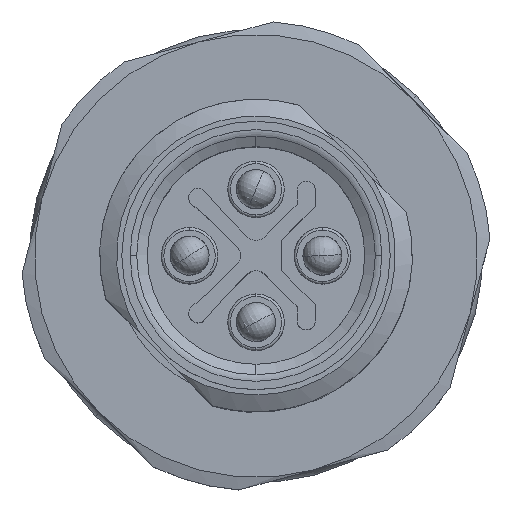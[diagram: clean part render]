
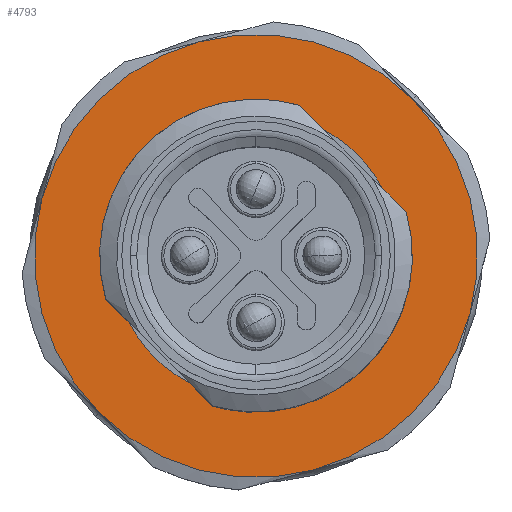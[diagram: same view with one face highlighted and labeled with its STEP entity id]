
A CAD part, top view. The second image highlights one B-rep face of the part: STEP entity #4793.
In plain terms, the highlighted planar face has unit normal (0, 0, 1).
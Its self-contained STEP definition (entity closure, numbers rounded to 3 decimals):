
#4555=AXIS2_PLACEMENT_3D('Circle Axis2P3D',#4553,#4554,$) ;
#4572=AXIS2_PLACEMENT_3D('Circle Axis2P3D',#4570,#4571,$) ;
#4589=AXIS2_PLACEMENT_3D('Circle Axis2P3D',#4587,#4588,$) ;
#4606=AXIS2_PLACEMENT_3D('Circle Axis2P3D',#4604,#4605,$) ;
#4623=AXIS2_PLACEMENT_3D('Circle Axis2P3D',#4621,#4622,$) ;
#4640=AXIS2_PLACEMENT_3D('Circle Axis2P3D',#4638,#4639,$) ;
#4671=AXIS2_PLACEMENT_3D('Plane Axis2P3D',#4668,#4669,#4670) ;
#4683=AXIS2_PLACEMENT_3D('Circle Axis2P3D',#4681,#4682,$) ;
#4692=AXIS2_PLACEMENT_3D('Circle Axis2P3D',#4690,#4691,$) ;
#4735=AXIS2_PLACEMENT_3D('Circle Axis2P3D',#4733,#4734,$) ;
#4742=AXIS2_PLACEMENT_3D('Circle Axis2P3D',#4740,#4741,$) ;
#4147=CARTESIAN_POINT('Vertex',(17.186,6.776,72.65)) ;
#4209=CARTESIAN_POINT('Vertex',(11.176,0.766,72.65)) ;
#4271=CARTESIAN_POINT('Vertex',(2.966,2.966,72.65)) ;
#4333=CARTESIAN_POINT('Vertex',(0.766,11.176,72.65)) ;
#4395=CARTESIAN_POINT('Vertex',(6.776,17.186,72.65)) ;
#4457=CARTESIAN_POINT('Vertex',(14.986,14.986,72.65)) ;
#4553=CARTESIAN_POINT('Axis2P3D Location',(8.976,8.976,72.65)) ;
#4570=CARTESIAN_POINT('Axis2P3D Location',(8.976,8.976,72.65)) ;
#4587=CARTESIAN_POINT('Axis2P3D Location',(8.976,8.976,72.65)) ;
#4604=CARTESIAN_POINT('Axis2P3D Location',(8.976,8.976,72.65)) ;
#4621=CARTESIAN_POINT('Axis2P3D Location',(8.976,8.976,72.65)) ;
#4638=CARTESIAN_POINT('Axis2P3D Location',(8.976,8.976,72.65)) ;
#4668=CARTESIAN_POINT('Axis2P3D Location',(8.976,8.976,72.65)) ;
#4681=CARTESIAN_POINT('Axis2P3D Location',(8.976,8.976,72.65)) ;
#4685=CARTESIAN_POINT('Vertex',(12.865,12.865,72.65)) ;
#4687=CARTESIAN_POINT('Vertex',(11.529,13.847,72.65)) ;
#4690=CARTESIAN_POINT('Axis2P3D Location',(8.976,8.976,72.65)) ;
#4694=CARTESIAN_POINT('Vertex',(13.847,11.529,72.65)) ;
#4697=CARTESIAN_POINT('Line Origine',(14.295,11.082,72.65)) ;
#4701=CARTESIAN_POINT('Vertex',(14.742,10.634,72.65)) ;
#4705=CARTESIAN_POINT('Control Point',(14.742,10.634,72.65)) ;
#4706=CARTESIAN_POINT('Control Point',(14.908,10.058,72.65)) ;
#4707=CARTESIAN_POINT('Control Point',(15.002,9.46,72.65)) ;
#4708=CARTESIAN_POINT('Control Point',(15.02,8.854,72.65)) ;
#4709=CARTESIAN_POINT('Control Point',(14.905,7.65,72.65)) ;
#4710=CARTESIAN_POINT('Control Point',(14.496,6.512,72.65)) ;
#4711=CARTESIAN_POINT('Control Point',(14.222,5.971,72.65)) ;
#4712=CARTESIAN_POINT('Control Point',(13.543,4.97,72.65)) ;
#4713=CARTESIAN_POINT('Control Point',(12.639,4.167,72.65)) ;
#4714=CARTESIAN_POINT('Control Point',(12.139,3.824,72.65)) ;
#4715=CARTESIAN_POINT('Control Point',(11.064,3.271,72.65)) ;
#4716=CARTESIAN_POINT('Control Point',(9.886,3.,72.65)) ;
#4717=CARTESIAN_POINT('Control Point',(9.282,2.938,72.65)) ;
#4718=CARTESIAN_POINT('Control Point',(8.52,2.957,72.65)) ;
#4719=CARTESIAN_POINT('Control Point',(7.775,3.094,72.65)) ;
#4720=CARTESIAN_POINT('Control Point',(7.621,3.128,72.65)) ;
#4721=CARTESIAN_POINT('Control Point',(7.468,3.166,72.65)) ;
#4722=CARTESIAN_POINT('Control Point',(7.318,3.21,72.65)) ;
#4723=CARTESIAN_POINT('Vertex',(7.318,3.21,72.65)) ;
#4726=CARTESIAN_POINT('Line Origine',(6.87,3.657,72.65)) ;
#4730=CARTESIAN_POINT('Vertex',(6.423,4.104,72.65)) ;
#4733=CARTESIAN_POINT('Axis2P3D Location',(8.976,8.976,72.65)) ;
#4737=CARTESIAN_POINT('Vertex',(5.087,5.087,72.65)) ;
#4740=CARTESIAN_POINT('Axis2P3D Location',(8.976,8.976,72.65)) ;
#4744=CARTESIAN_POINT('Vertex',(4.104,6.423,72.65)) ;
#4747=CARTESIAN_POINT('Line Origine',(3.657,6.87,72.65)) ;
#4751=CARTESIAN_POINT('Vertex',(3.21,7.318,72.65)) ;
#4755=CARTESIAN_POINT('Control Point',(3.21,7.318,72.65)) ;
#4756=CARTESIAN_POINT('Control Point',(3.044,7.894,72.65)) ;
#4757=CARTESIAN_POINT('Control Point',(2.95,8.492,72.65)) ;
#4758=CARTESIAN_POINT('Control Point',(2.932,9.098,72.65)) ;
#4759=CARTESIAN_POINT('Control Point',(3.047,10.301,72.65)) ;
#4760=CARTESIAN_POINT('Control Point',(3.456,11.44,72.65)) ;
#4761=CARTESIAN_POINT('Control Point',(3.73,11.98,72.65)) ;
#4762=CARTESIAN_POINT('Control Point',(4.409,12.981,72.65)) ;
#4763=CARTESIAN_POINT('Control Point',(5.312,13.785,72.65)) ;
#4764=CARTESIAN_POINT('Control Point',(5.813,14.128,72.65)) ;
#4765=CARTESIAN_POINT('Control Point',(6.888,14.681,72.65)) ;
#4766=CARTESIAN_POINT('Control Point',(8.066,14.952,72.65)) ;
#4767=CARTESIAN_POINT('Control Point',(8.67,15.013,72.65)) ;
#4768=CARTESIAN_POINT('Control Point',(9.432,14.995,72.65)) ;
#4769=CARTESIAN_POINT('Control Point',(10.177,14.858,72.65)) ;
#4770=CARTESIAN_POINT('Control Point',(10.331,14.824,72.65)) ;
#4771=CARTESIAN_POINT('Control Point',(10.483,14.786,72.65)) ;
#4772=CARTESIAN_POINT('Control Point',(10.634,14.742,72.65)) ;
#4773=CARTESIAN_POINT('Vertex',(10.634,14.742,72.65)) ;
#4776=CARTESIAN_POINT('Line Origine',(11.082,14.295,72.65)) ;
#4554=DIRECTION('Axis2P3D Direction',(0.,0.,-1.)) ;
#4571=DIRECTION('Axis2P3D Direction',(0.,0.,-1.)) ;
#4588=DIRECTION('Axis2P3D Direction',(0.,0.,-1.)) ;
#4605=DIRECTION('Axis2P3D Direction',(-0.,0.,-1.)) ;
#4622=DIRECTION('Axis2P3D Direction',(-0.,0.,-1.)) ;
#4639=DIRECTION('Axis2P3D Direction',(-0.,0.,-1.)) ;
#4669=DIRECTION('Axis2P3D Direction',(0.,0.,1.)) ;
#4670=DIRECTION('Axis2P3D XDirection',(-0.707,-0.707,0.)) ;
#4682=DIRECTION('Axis2P3D Direction',(0.,0.,1.)) ;
#4691=DIRECTION('Axis2P3D Direction',(0.,0.,1.)) ;
#4698=DIRECTION('Vector Direction',(0.707,-0.707,0.)) ;
#4727=DIRECTION('Vector Direction',(-0.707,0.707,0.)) ;
#4734=DIRECTION('Axis2P3D Direction',(0.,0.,1.)) ;
#4741=DIRECTION('Axis2P3D Direction',(0.,0.,1.)) ;
#4748=DIRECTION('Vector Direction',(-0.707,0.707,0.)) ;
#4777=DIRECTION('Vector Direction',(0.707,-0.707,0.)) ;
#4699=VECTOR('Line Direction',#4698,1.) ;
#4728=VECTOR('Line Direction',#4727,1.) ;
#4749=VECTOR('Line Direction',#4748,1.) ;
#4778=VECTOR('Line Direction',#4777,1.) ;
#4674=ORIENTED_EDGE('',*,*,#4608,.T.) ;
#4675=ORIENTED_EDGE('',*,*,#4591,.T.) ;
#4676=ORIENTED_EDGE('',*,*,#4574,.T.) ;
#4677=ORIENTED_EDGE('',*,*,#4557,.T.) ;
#4678=ORIENTED_EDGE('',*,*,#4642,.T.) ;
#4679=ORIENTED_EDGE('',*,*,#4625,.T.) ;
#4782=ORIENTED_EDGE('',*,*,#4689,.F.) ;
#4783=ORIENTED_EDGE('',*,*,#4696,.F.) ;
#4784=ORIENTED_EDGE('',*,*,#4703,.T.) ;
#4785=ORIENTED_EDGE('',*,*,#4725,.T.) ;
#4786=ORIENTED_EDGE('',*,*,#4732,.T.) ;
#4787=ORIENTED_EDGE('',*,*,#4739,.F.) ;
#4788=ORIENTED_EDGE('',*,*,#4746,.F.) ;
#4789=ORIENTED_EDGE('',*,*,#4753,.T.) ;
#4790=ORIENTED_EDGE('',*,*,#4775,.T.) ;
#4791=ORIENTED_EDGE('',*,*,#4780,.T.) ;
#4792=FACE_BOUND('',#4781,.T.) ;
#4793=ADVANCED_FACE('Hauptk\X2\00F6\X0\rper',(#4680,#4792),#4672,.T.) ;
#4704=B_SPLINE_CURVE_WITH_KNOTS('',5,(#4705,#4706,#4707,#4708,#4709,#4710,#4711,#4712,#4713,#4714,#4715,#4716,#4717,#4718,#4719,#4720,#4721,#4722),.UNSPECIFIED.,.F.,.U.,(6,3,3,3,3,6),(0.,4.253,8.506,12.759,17.012,18.125),.UNSPECIFIED.) ;
#4754=B_SPLINE_CURVE_WITH_KNOTS('',5,(#4755,#4756,#4757,#4758,#4759,#4760,#4761,#4762,#4763,#4764,#4765,#4766,#4767,#4768,#4769,#4770,#4771,#4772),.UNSPECIFIED.,.F.,.U.,(6,3,3,3,3,6),(0.,4.253,8.506,12.759,17.012,18.125),.UNSPECIFIED.) ;
#4556=CIRCLE('generated circle',#4555,8.5) ;
#4573=CIRCLE('generated circle',#4572,8.5) ;
#4590=CIRCLE('generated circle',#4589,8.5) ;
#4607=CIRCLE('generated circle',#4606,8.5) ;
#4624=CIRCLE('generated circle',#4623,8.5) ;
#4641=CIRCLE('generated circle',#4640,8.5) ;
#4684=CIRCLE('generated circle',#4683,5.5) ;
#4693=CIRCLE('generated circle',#4692,5.5) ;
#4736=CIRCLE('generated circle',#4735,5.5) ;
#4743=CIRCLE('generated circle',#4742,5.5) ;
#4557=EDGE_CURVE('',#4148,#4458,#4556,.F.) ;
#4574=EDGE_CURVE('',#4210,#4148,#4573,.F.) ;
#4591=EDGE_CURVE('',#4272,#4210,#4590,.F.) ;
#4608=EDGE_CURVE('',#4334,#4272,#4607,.F.) ;
#4625=EDGE_CURVE('',#4396,#4334,#4624,.F.) ;
#4642=EDGE_CURVE('',#4458,#4396,#4641,.F.) ;
#4689=EDGE_CURVE('',#4686,#4688,#4684,.T.) ;
#4696=EDGE_CURVE('',#4695,#4686,#4693,.T.) ;
#4703=EDGE_CURVE('',#4695,#4702,#4700,.T.) ;
#4725=EDGE_CURVE('',#4702,#4724,#4704,.T.) ;
#4732=EDGE_CURVE('',#4724,#4731,#4729,.T.) ;
#4739=EDGE_CURVE('',#4738,#4731,#4736,.T.) ;
#4746=EDGE_CURVE('',#4745,#4738,#4743,.T.) ;
#4753=EDGE_CURVE('',#4745,#4752,#4750,.T.) ;
#4775=EDGE_CURVE('',#4752,#4774,#4754,.T.) ;
#4780=EDGE_CURVE('',#4774,#4688,#4779,.T.) ;
#4673=EDGE_LOOP('',(#4674,#4675,#4676,#4677,#4678,#4679)) ;
#4781=EDGE_LOOP('',(#4782,#4783,#4784,#4785,#4786,#4787,#4788,#4789,#4790,#4791)) ;
#4680=FACE_OUTER_BOUND('',#4673,.T.) ;
#4700=LINE('Line',#4697,#4699) ;
#4729=LINE('Line',#4726,#4728) ;
#4750=LINE('Line',#4747,#4749) ;
#4779=LINE('Line',#4776,#4778) ;
#4672=PLANE('',#4671) ;
#4148=VERTEX_POINT('',#4147) ;
#4210=VERTEX_POINT('',#4209) ;
#4272=VERTEX_POINT('',#4271) ;
#4334=VERTEX_POINT('',#4333) ;
#4396=VERTEX_POINT('',#4395) ;
#4458=VERTEX_POINT('',#4457) ;
#4686=VERTEX_POINT('',#4685) ;
#4688=VERTEX_POINT('',#4687) ;
#4695=VERTEX_POINT('',#4694) ;
#4702=VERTEX_POINT('',#4701) ;
#4724=VERTEX_POINT('',#4723) ;
#4731=VERTEX_POINT('',#4730) ;
#4738=VERTEX_POINT('',#4737) ;
#4745=VERTEX_POINT('',#4744) ;
#4752=VERTEX_POINT('',#4751) ;
#4774=VERTEX_POINT('',#4773) ;
